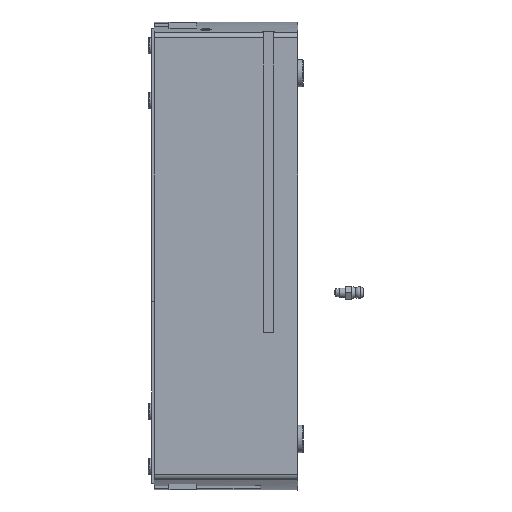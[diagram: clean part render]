
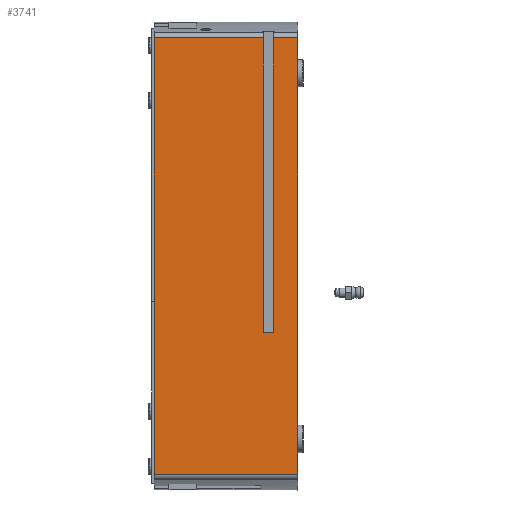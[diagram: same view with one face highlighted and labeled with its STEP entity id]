
A CAD part, left-side view. The second image highlights one B-rep face of the part: STEP entity #3741.
In plain terms, the highlighted planar face has unit normal (-1, 0, 0).
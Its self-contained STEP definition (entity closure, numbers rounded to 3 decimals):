
#789=ORIENTED_EDGE('',*,*,#1711,.F.);
#790=ORIENTED_EDGE('',*,*,#1719,.T.);
#791=ORIENTED_EDGE('',*,*,#1720,.F.);
#792=ORIENTED_EDGE('',*,*,#1721,.T.);
#793=ORIENTED_EDGE('',*,*,#1722,.F.);
#794=ORIENTED_EDGE('',*,*,#1717,.F.);
#795=ORIENTED_EDGE('',*,*,#1723,.T.);
#796=ORIENTED_EDGE('',*,*,#1724,.T.);
#1711=EDGE_CURVE('',#2173,#2174,#2476,.T.);
#1717=EDGE_CURVE('',#2175,#2176,#2479,.T.);
#1719=EDGE_CURVE('',#2173,#2177,#2480,.T.);
#1720=EDGE_CURVE('',#2178,#2177,#2481,.T.);
#1721=EDGE_CURVE('',#2178,#2179,#2482,.T.);
#1722=EDGE_CURVE('',#2176,#2179,#2483,.T.);
#1723=EDGE_CURVE('',#2175,#2180,#2484,.T.);
#1724=EDGE_CURVE('',#2180,#2174,#2485,.T.);
#2173=VERTEX_POINT('',#6322);
#2174=VERTEX_POINT('',#6324);
#2175=VERTEX_POINT('',#6332);
#2176=VERTEX_POINT('',#6334);
#2177=VERTEX_POINT('',#6338);
#2178=VERTEX_POINT('',#6340);
#2179=VERTEX_POINT('',#6342);
#2180=VERTEX_POINT('',#6345);
#2476=LINE('',#6323,#2679);
#2479=LINE('',#6333,#2682);
#2480=LINE('',#6337,#2683);
#2481=LINE('',#6339,#2684);
#2482=LINE('',#6341,#2685);
#2483=LINE('',#6343,#2686);
#2484=LINE('',#6344,#2687);
#2485=LINE('',#6346,#2688);
#2679=VECTOR('',#4804,1000.);
#2682=VECTOR('',#4817,1000.);
#2683=VECTOR('',#4822,1000.);
#2684=VECTOR('',#4823,1000.);
#2685=VECTOR('',#4824,1000.);
#2686=VECTOR('',#4825,1000.);
#2687=VECTOR('',#4826,1000.);
#2688=VECTOR('',#4827,1000.);
#2848=EDGE_LOOP('',(#789,#790,#791,#792,#793,#794,#795,#796));
#3241=FACE_BOUND('',#2848,.T.);
#3603=PLANE('',#4139);
#3741=ADVANCED_FACE('',(#3241),#3603,.F.);
#4139=AXIS2_PLACEMENT_3D('',#6336,#4820,#4821);
#4804=DIRECTION('',(0.,-1.,0.));
#4817=DIRECTION('',(0.,0.,1.));
#4820=DIRECTION('',(1.,0.,0.));
#4821=DIRECTION('',(0.,0.,-1.));
#4822=DIRECTION('',(0.,0.,-1.));
#4823=DIRECTION('',(0.,-1.,0.));
#4824=DIRECTION('',(0.,0.,1.));
#4825=DIRECTION('',(0.,-1.,0.));
#4826=DIRECTION('',(0.,-1.,0.));
#4827=DIRECTION('',(0.,0.,1.));
#6322=CARTESIAN_POINT('',(-53.,13.2,119.296));
#6323=CARTESIAN_POINT('',(-53.,78.3,119.296));
#6324=CARTESIAN_POINT('',(-53.,0.,119.296));
#6332=CARTESIAN_POINT('',(-53.,78.3,-119.296));
#6333=CARTESIAN_POINT('',(-53.,78.3,-129.));
#6334=CARTESIAN_POINT('',(-53.,78.3,119.296));
#6336=CARTESIAN_POINT('',(-53.,78.3,-129.));
#6337=CARTESIAN_POINT('',(-53.,13.2,-129.));
#6338=CARTESIAN_POINT('',(-53.,13.2,-42.));
#6339=CARTESIAN_POINT('',(-53.,78.3,-42.));
#6340=CARTESIAN_POINT('',(-53.,18.4,-42.));
#6341=CARTESIAN_POINT('',(-53.,18.4,-129.));
#6342=CARTESIAN_POINT('',(-53.,18.4,119.296));
#6343=CARTESIAN_POINT('',(-53.,78.3,119.296));
#6344=CARTESIAN_POINT('',(-53.,78.3,-119.296));
#6345=CARTESIAN_POINT('',(-53.,0.,-119.296));
#6346=CARTESIAN_POINT('',(-53.,0.,-129.));
